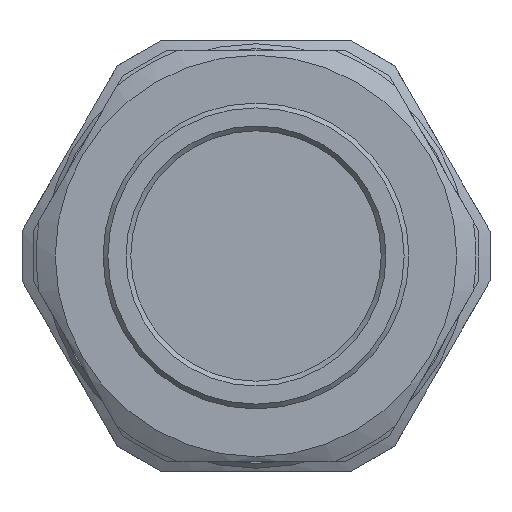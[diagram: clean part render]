
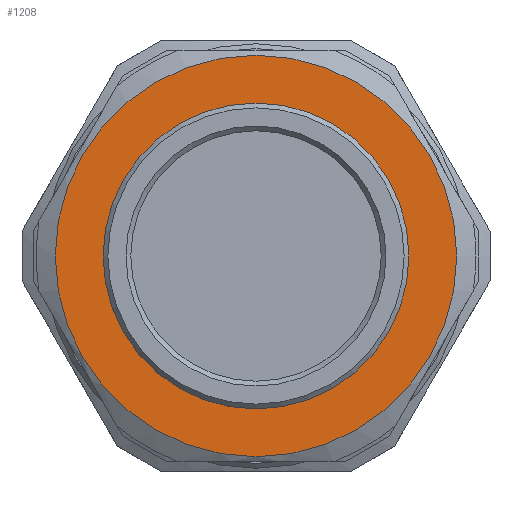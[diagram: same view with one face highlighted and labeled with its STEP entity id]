
A CAD part, front view. The second image highlights one B-rep face of the part: STEP entity #1208.
In plain terms, the highlighted planar face has unit normal (0, -1, 0).
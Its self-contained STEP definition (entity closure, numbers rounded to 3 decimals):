
#97=FACE_BOUND('',#245,.T.);
#113=PLANE('',#1338);
#168=FACE_OUTER_BOUND('',#244,.T.);
#244=EDGE_LOOP('',(#909));
#245=EDGE_LOOP('',(#910));
#451=CIRCLE('',#1337,15.5);
#452=CIRCLE('',#1339,21.);
#532=VERTEX_POINT('',#2493);
#533=VERTEX_POINT('',#2497);
#676=EDGE_CURVE('',#532,#532,#451,.T.);
#678=EDGE_CURVE('',#533,#533,#452,.T.);
#909=ORIENTED_EDGE('',*,*,#678,.F.);
#910=ORIENTED_EDGE('',*,*,#676,.T.);
#1208=ADVANCED_FACE('',(#168,#97),#113,.T.);
#1337=AXIS2_PLACEMENT_3D('',#2494,#1546,#1547);
#1338=AXIS2_PLACEMENT_3D('',#2496,#1549,#1550);
#1339=AXIS2_PLACEMENT_3D('',#2498,#1551,#1552);
#1546=DIRECTION('center_axis',(0.,1.,0.));
#1547=DIRECTION('ref_axis',(1.,0.,0.));
#1549=DIRECTION('center_axis',(0.,-1.,0.));
#1550=DIRECTION('ref_axis',(0.,0.,-1.));
#1551=DIRECTION('center_axis',(0.,1.,0.));
#1552=DIRECTION('ref_axis',(1.,0.,0.));
#2493=CARTESIAN_POINT('',(15.5,20.,0.));
#2494=CARTESIAN_POINT('Origin',(0.,20.,0.));
#2496=CARTESIAN_POINT('Origin',(-21.,20.,0.));
#2497=CARTESIAN_POINT('',(21.,20.,0.));
#2498=CARTESIAN_POINT('Origin',(0.,20.,0.));
